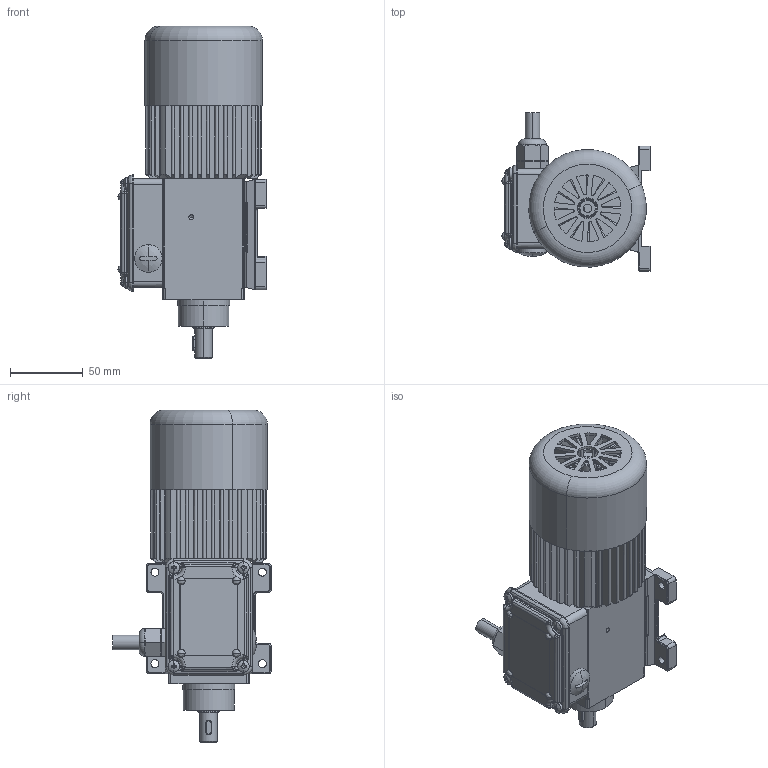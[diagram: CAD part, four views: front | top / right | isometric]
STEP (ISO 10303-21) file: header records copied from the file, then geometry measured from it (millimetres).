
FILE_DESCRIPTION((''),'2;1');
FILE_NAME('AC_P-B3.stp','2003-08-26T15:10:57',('Administrator'),(''),'Autodesk Inventor 7','Autodesk Inventor 7','');
FILE_SCHEMA(('AUTOMOTIVE_DESIGN { 1 0 10303 214 1 1 1 1 }'));
Length unit declared in the file: millimetre
Products named in the file (1): AC_P-B3
Bounding box: 101.95 x 109 x 228.68 mm (x, y, z)
Volume: 380314.4 mm3; surface area: 210984.2 mm2
Topology: 29 solids, 29 shells, 2843 faces, 8081 edges, 5116 vertices
Faces by surface type: plane 1038, cylinder 985, bspline 415, cone 236, torus 157, sphere 12
Entity records: 103615 total; most frequent: CARTESIAN_POINT 30114, ORIENTED_EDGE 15978, DIRECTION 15639, EDGE_CURVE 7989, AXIS2_PLACEMENT_3D 5966, VERTEX_POINT 5116, VECTOR 3707, LINE 3707
